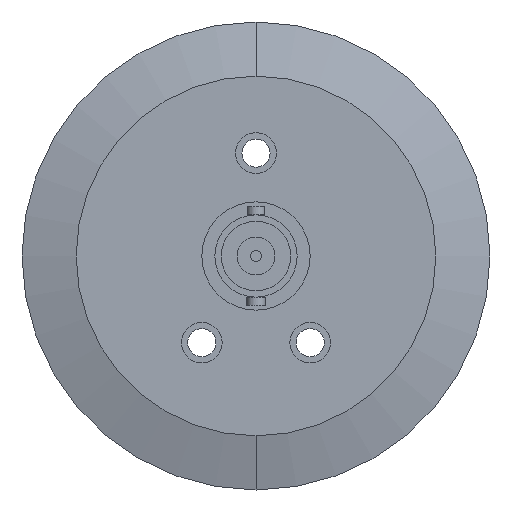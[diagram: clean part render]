
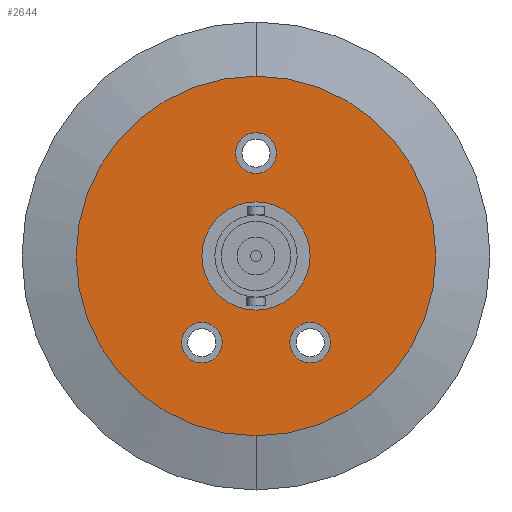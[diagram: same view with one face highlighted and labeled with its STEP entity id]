
A CAD part, front view. The second image highlights one B-rep face of the part: STEP entity #2644.
In plain terms, the highlighted planar face has unit normal (0, -1, 0).
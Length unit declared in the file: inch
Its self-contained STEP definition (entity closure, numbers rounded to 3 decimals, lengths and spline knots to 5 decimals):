
#40 = DIRECTION ( 'NONE',  ( 0., 0., 1. ) ) ;
#44 = DIRECTION ( 'NONE',  ( 0., -1., 0. ) ) ;
#45 = FACE_OUTER_BOUND ( 'NONE', #611, .T. ) ;
#55 = CARTESIAN_POINT ( 'NONE',  ( 2.69329, -0.23042, -1.86453 ) ) ;
#56 = EDGE_CURVE ( 'NONE', #3521, #1740, #3560, .T. ) ;
#158 = AXIS2_PLACEMENT_3D ( 'NONE', #2637, #558, #4405 ) ;
#160 = FACE_BOUND ( 'NONE', #2984, .T. ) ;
#175 = CARTESIAN_POINT ( 'NONE',  ( 2.94329, -0.23042, -1.46453 ) ) ;
#224 = ORIENTED_EDGE ( 'NONE', *, *, #2455, .T. ) ;
#262 = FACE_BOUND ( 'NONE', #487, .T. ) ;
#288 = ORIENTED_EDGE ( 'NONE', *, *, #56, .T. ) ;
#295 = AXIS2_PLACEMENT_3D ( 'NONE', #55, #2514, #411 ) ;
#298 = CARTESIAN_POINT ( 'NONE',  ( 3.19329, -0.23042, -1.86453 ) ) ;
#357 = CARTESIAN_POINT ( 'NONE',  ( 2.94329, -0.23042, -0.98953 ) ) ;
#411 = DIRECTION ( 'NONE',  ( 0., 0., 1. ) ) ;
#440 = VERTEX_POINT ( 'NONE', #2283 ) ;
#454 = CARTESIAN_POINT ( 'NONE',  ( 2.94329, -0.23042, -0.89578 ) ) ;
#487 = EDGE_LOOP ( 'NONE', ( #3142, #288 ) ) ;
#522 = CARTESIAN_POINT ( 'NONE',  ( 2.94329, -0.23042, -1.71453 ) ) ;
#526 = DIRECTION ( 'NONE',  ( 0., 0., 1. ) ) ;
#558 = DIRECTION ( 'NONE',  ( 0., 1., 0. ) ) ;
#599 = AXIS2_PLACEMENT_3D ( 'NONE', #4236, #2148, #40 ) ;
#611 = EDGE_LOOP ( 'NONE', ( #224, #877 ) ) ;
#617 = EDGE_CURVE ( 'NONE', #1538, #4455, #1793, .T. ) ;
#648 = DIRECTION ( 'NONE',  ( 0., 0., 1. ) ) ;
#655 = CARTESIAN_POINT ( 'NONE',  ( 2.94329, -0.23042, -1.21453 ) ) ;
#656 = AXIS2_PLACEMENT_3D ( 'NONE', #298, #2761, #648 ) ;
#685 = CIRCLE ( 'NONE', #4193, 0.09375 ) ;
#704 = DIRECTION ( 'NONE',  ( 0., 0., 1. ) ) ;
#769 = AXIS2_PLACEMENT_3D ( 'NONE', #175, #2631, #526 ) ;
#877 = ORIENTED_EDGE ( 'NONE', *, *, #898, .T. ) ;
#898 = EDGE_CURVE ( 'NONE', #1760, #440, #909, .T. ) ;
#909 = CIRCLE ( 'NONE', #769, 0.83 ) ;
#944 = CARTESIAN_POINT ( 'NONE',  ( 2.94329, -0.23042, -1.08328 ) ) ;
#953 = ORIENTED_EDGE ( 'NONE', *, *, #1326, .T. ) ;
#966 = FACE_BOUND ( 'NONE', #1324, .T. ) ;
#995 = CARTESIAN_POINT ( 'NONE',  ( 2.69329, -0.23042, -1.86453 ) ) ;
#1012 = DIRECTION ( 'NONE',  ( 0., 0., 1. ) ) ;
#1029 = ORIENTED_EDGE ( 'NONE', *, *, #4033, .T. ) ;
#1047 = VERTEX_POINT ( 'NONE', #944 ) ;
#1078 = FACE_BOUND ( 'NONE', #1930, .T. ) ;
#1320 = CARTESIAN_POINT ( 'NONE',  ( 3.19329, -0.23042, -1.95828 ) ) ;
#1324 = EDGE_LOOP ( 'NONE', ( #953, #4164 ) ) ;
#1326 = EDGE_CURVE ( 'NONE', #2079, #1047, #3116, .T. ) ;
#1340 = DIRECTION ( 'NONE',  ( 0., 0., 1. ) ) ;
#1344 = CARTESIAN_POINT ( 'NONE',  ( 2.94329, -0.23042, -1.46453 ) ) ;
#1373 = AXIS2_PLACEMENT_3D ( 'NONE', #995, #3462, #1340 ) ;
#1397 = CIRCLE ( 'NONE', #295, 0.09375 ) ;
#1436 = AXIS2_PLACEMENT_3D ( 'NONE', #4053, #1960, #4408 ) ;
#1486 = ORIENTED_EDGE ( 'NONE', *, *, #3711, .T. ) ;
#1504 = CARTESIAN_POINT ( 'NONE',  ( 2.69329, -0.23042, -1.95828 ) ) ;
#1538 = VERTEX_POINT ( 'NONE', #522 ) ;
#1614 = EDGE_CURVE ( 'NONE', #4455, #1538, #2338, .T. ) ;
#1740 = VERTEX_POINT ( 'NONE', #2727 ) ;
#1760 = VERTEX_POINT ( 'NONE', #4483 ) ;
#1793 = CIRCLE ( 'NONE', #158, 0.25 ) ;
#1834 = AXIS2_PLACEMENT_3D ( 'NONE', #1344, #3135, #1012 ) ;
#1930 = EDGE_LOOP ( 'NONE', ( #1486, #1029 ) ) ;
#1960 = DIRECTION ( 'NONE',  ( 0., 1., 0. ) ) ;
#2023 = DIRECTION ( 'NONE',  ( 0., 1., 0. ) ) ;
#2053 = PLANE ( 'NONE',  #1834 ) ;
#2079 = VERTEX_POINT ( 'NONE', #454 ) ;
#2148 = DIRECTION ( 'NONE',  ( 0., 1., 0. ) ) ;
#2151 = CARTESIAN_POINT ( 'NONE',  ( 2.94329, -0.23042, -1.46453 ) ) ;
#2193 = AXIS2_PLACEMENT_3D ( 'NONE', #2385, #2023, #4468 ) ;
#2283 = CARTESIAN_POINT ( 'NONE',  ( 2.94329, -0.23042, -0.63453 ) ) ;
#2338 = CIRCLE ( 'NONE', #1436, 0.25 ) ;
#2385 = CARTESIAN_POINT ( 'NONE',  ( 3.19329, -0.23042, -1.86453 ) ) ;
#2455 = EDGE_CURVE ( 'NONE', #440, #1760, #2579, .T. ) ;
#2505 = DIRECTION ( 'NONE',  ( 0., 0., 1. ) ) ;
#2514 = DIRECTION ( 'NONE',  ( 0., 1., 0. ) ) ;
#2579 = CIRCLE ( 'NONE', #2639, 0.83 ) ;
#2611 = EDGE_CURVE ( 'NONE', #1740, #3521, #3992, .T. ) ;
#2631 = DIRECTION ( 'NONE',  ( 0., -1., 0. ) ) ;
#2637 = CARTESIAN_POINT ( 'NONE',  ( 2.94329, -0.23042, -1.46453 ) ) ;
#2639 = AXIS2_PLACEMENT_3D ( 'NONE', #2151, #44, #2505 ) ;
#2644 = ADVANCED_FACE ( 'NONE', ( #160, #1078, #262, #966, #45 ), #2053, .F. ) ;
#2727 = CARTESIAN_POINT ( 'NONE',  ( 3.19329, -0.23042, -1.77078 ) ) ;
#2761 = DIRECTION ( 'NONE',  ( 0., 1., 0. ) ) ;
#2813 = DIRECTION ( 'NONE',  ( 0., 1., 0. ) ) ;
#2984 = EDGE_LOOP ( 'NONE', ( #3379, #3613 ) ) ;
#3082 = CARTESIAN_POINT ( 'NONE',  ( 2.69329, -0.23042, -1.77078 ) ) ;
#3116 = CIRCLE ( 'NONE', #599, 0.09375 ) ;
#3135 = DIRECTION ( 'NONE',  ( 0., 1., 0. ) ) ;
#3142 = ORIENTED_EDGE ( 'NONE', *, *, #2611, .T. ) ;
#3379 = ORIENTED_EDGE ( 'NONE', *, *, #1614, .T. ) ;
#3462 = DIRECTION ( 'NONE',  ( 0., 1., 0. ) ) ;
#3521 = VERTEX_POINT ( 'NONE', #1320 ) ;
#3560 = CIRCLE ( 'NONE', #2193, 0.09375 ) ;
#3613 = ORIENTED_EDGE ( 'NONE', *, *, #617, .T. ) ;
#3704 = CIRCLE ( 'NONE', #1373, 0.09375 ) ;
#3711 = EDGE_CURVE ( 'NONE', #4007, #4280, #1397, .T. ) ;
#3992 = CIRCLE ( 'NONE', #656, 0.09375 ) ;
#4007 = VERTEX_POINT ( 'NONE', #3082 ) ;
#4033 = EDGE_CURVE ( 'NONE', #4280, #4007, #3704, .T. ) ;
#4053 = CARTESIAN_POINT ( 'NONE',  ( 2.94329, -0.23042, -1.46453 ) ) ;
#4123 = EDGE_CURVE ( 'NONE', #1047, #2079, #685, .T. ) ;
#4164 = ORIENTED_EDGE ( 'NONE', *, *, #4123, .T. ) ;
#4193 = AXIS2_PLACEMENT_3D ( 'NONE', #357, #2813, #704 ) ;
#4236 = CARTESIAN_POINT ( 'NONE',  ( 2.94329, -0.23042, -0.98953 ) ) ;
#4280 = VERTEX_POINT ( 'NONE', #1504 ) ;
#4405 = DIRECTION ( 'NONE',  ( 0., 0., 1. ) ) ;
#4408 = DIRECTION ( 'NONE',  ( 0., 0., 1. ) ) ;
#4455 = VERTEX_POINT ( 'NONE', #655 ) ;
#4468 = DIRECTION ( 'NONE',  ( 0., 0., 1. ) ) ;
#4483 = CARTESIAN_POINT ( 'NONE',  ( 2.94329, -0.23042, -2.29453 ) ) ;
